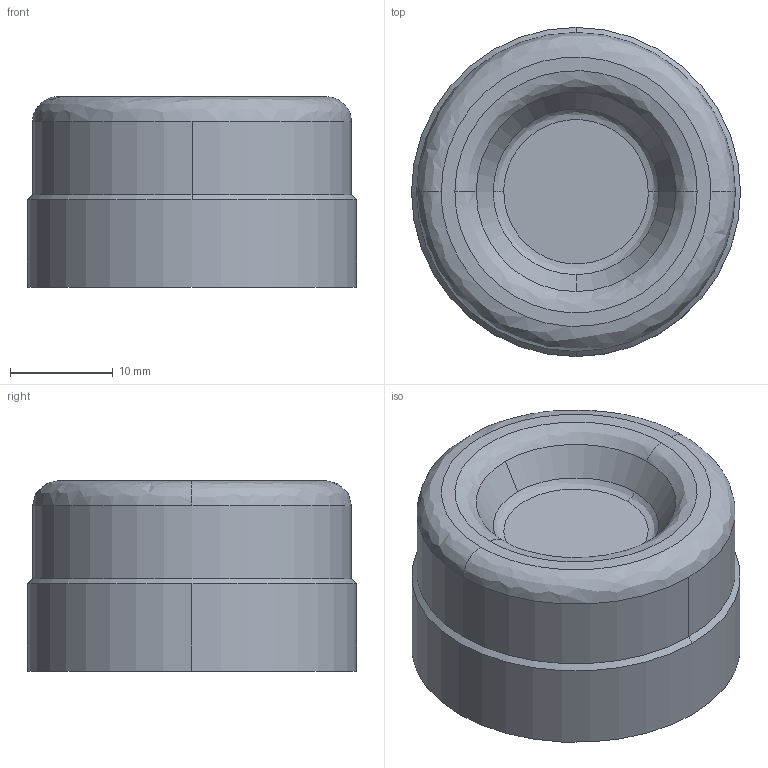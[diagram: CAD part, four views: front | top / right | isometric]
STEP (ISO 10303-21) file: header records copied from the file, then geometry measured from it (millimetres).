
FILE_DESCRIPTION (( 'STEP AP214' ), '1' );
FILE_NAME ('105_OCW-10#.STEP', '2021-01-15T08:12:12', ( 'IDEC' ), ( 'IDEC' ), 'SwSTEP 2.0', 'SolidWorks 2019', '' );
FILE_SCHEMA (( 'AUTOMOTIVE_DESIGN' ));
Length unit declared in the file: millimetre
Products named in the file (1): 105_OCW-10#
Bounding box: 32 x 32 x 18.5 mm (x, y, z)
Volume: 7356.6 mm3; surface area: 6507.1 mm2
Topology: 2 solids, 2 shells, 68 faces, 158 edges, 97 vertices
Faces by surface type: cone 26, bspline 18, cylinder 16, plane 8
Entity records: 3291 total; most frequent: CARTESIAN_POINT 1788, ORIENTED_EDGE 312, DIRECTION 312, EDGE_CURVE 156, AXIS2_PLACEMENT_3D 135, VERTEX_POINT 97, CIRCLE 84, EDGE_LOOP 73
